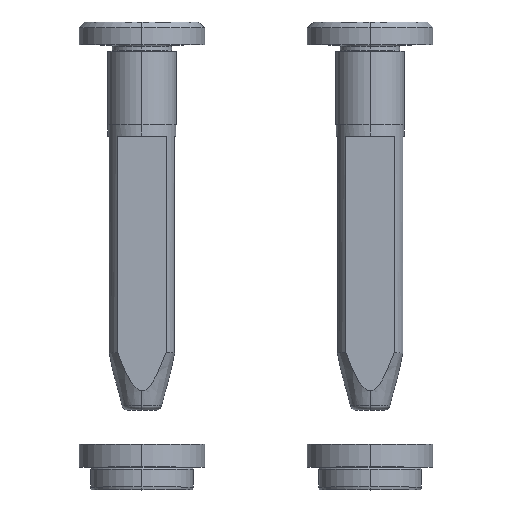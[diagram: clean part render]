
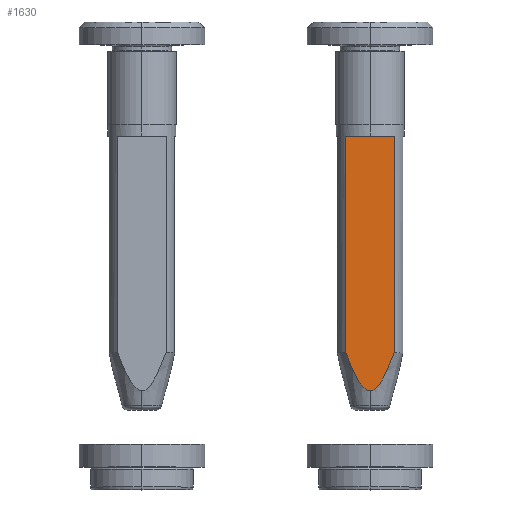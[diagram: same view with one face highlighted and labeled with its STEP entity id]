
A CAD part, top view. The second image highlights one B-rep face of the part: STEP entity #1630.
In plain terms, the highlighted planar face has unit normal (0, 0, 1).
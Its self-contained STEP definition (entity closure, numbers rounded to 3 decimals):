
#4 = DIRECTION ( 'NONE',  ( 0., -1., 0. ) ) ;
#34 = ORIENTED_EDGE ( 'NONE', *, *, #1665, .F. ) ;
#48 = CARTESIAN_POINT ( 'NONE',  ( -1.527, -29.608, 4.178 ) ) ;
#53 = CARTESIAN_POINT ( 'NONE',  ( 3.998, -24.632, 4.178 ) ) ;
#135 = VERTEX_POINT ( 'NONE', #1314 ) ;
#153 = CARTESIAN_POINT ( 'NONE',  ( -0.663, -30.429, 4.178 ) ) ;
#166 = AXIS2_PLACEMENT_3D ( 'NONE', #1313, #1700, #233 ) ;
#167 = CARTESIAN_POINT ( 'NONE',  ( 0., -30.613, 4.178 ) ) ;
#176 = CARTESIAN_POINT ( 'NONE',  ( -3.999, -24.632, 4.178 ) ) ;
#187 = CARTESIAN_POINT ( 'NONE',  ( 4.236, -24., 4.178 ) ) ;
#210 = CARTESIAN_POINT ( 'NONE',  ( 3.23, -26.511, 4.178 ) ) ;
#233 = DIRECTION ( 'NONE',  ( 1., 0., 0. ) ) ;
#269 = VECTOR ( 'NONE', #1547, 1000. ) ;
#270 = EDGE_CURVE ( 'NONE', #1681, #1583, #943, .T. ) ;
#282 = CARTESIAN_POINT ( 'NONE',  ( -0.346, -30.571, 4.178 ) ) ;
#293 = CARTESIAN_POINT ( 'NONE',  ( -2.345, -28.334, 4.178 ) ) ;
#298 = ORIENTED_EDGE ( 'NONE', *, *, #1582, .F. ) ;
#300 = CARTESIAN_POINT ( 'NONE',  ( -2.503, -28.036, 4.178 ) ) ;
#338 = CARTESIAN_POINT ( 'NONE',  ( 1.064, -30.123, 4.178 ) ) ;
#354 = CARTESIAN_POINT ( 'NONE',  ( 0.799, -30.338, 4.178 ) ) ;
#369 = CARTESIAN_POINT ( 'NONE',  ( -4.236, 14., 4.178 ) ) ;
#442 = CARTESIAN_POINT ( 'NONE',  ( -2.007, -28.916, 4.178 ) ) ;
#479 = ORIENTED_EDGE ( 'NONE', *, *, #1058, .F. ) ;
#484 = CARTESIAN_POINT ( 'NONE',  ( 1.521, -29.616, 4.178 ) ) ;
#525 = EDGE_CURVE ( 'NONE', #617, #135, #1432, .T. ) ;
#540 = ORIENTED_EDGE ( 'NONE', *, *, #525, .F. ) ;
#565 = VERTEX_POINT ( 'NONE', #983 ) ;
#572 = CARTESIAN_POINT ( 'NONE',  ( 7.236, 14., 4.178 ) ) ;
#582 = CARTESIAN_POINT ( 'NONE',  ( 2.955, -27.132, 4.178 ) ) ;
#609 = VECTOR ( 'NONE', #4, 1000. ) ;
#617 = VERTEX_POINT ( 'NONE', #167 ) ;
#672 = DIRECTION ( 'NONE',  ( -1., 0., 0. ) ) ;
#694 = CARTESIAN_POINT ( 'NONE',  ( 0., -30.613, 4.178 ) ) ;
#703 = CARTESIAN_POINT ( 'NONE',  ( -4.236, -24., 4.178 ) ) ;
#738 = VECTOR ( 'NONE', #672, 1000. ) ;
#741 = CARTESIAN_POINT ( 'NONE',  ( 1.824, -29.206, 4.178 ) ) ;
#775 = FACE_OUTER_BOUND ( 'NONE', #1539, .T. ) ;
#816 = CARTESIAN_POINT ( 'NONE',  ( -1.421, -29.741, 4.178 ) ) ;
#837 = CARTESIAN_POINT ( 'NONE',  ( -3.752, -25.261, 4.178 ) ) ;
#868 = CARTESIAN_POINT ( 'NONE',  ( 0.342, -30.572, 4.178 ) ) ;
#943 = LINE ( 'NONE', #572, #738 ) ;
#948 = CARTESIAN_POINT ( 'NONE',  ( -2.956, -27.129, 4.178 ) ) ;
#956 = CARTESIAN_POINT ( 'NONE',  ( -3.231, -26.509, 4.178 ) ) ;
#983 = CARTESIAN_POINT ( 'NONE',  ( 4.236, -24., 4.178 ) ) ;
#1009 = CARTESIAN_POINT ( 'NONE',  ( 1.413, -29.751, 4.178 ) ) ;
#1024 = CARTESIAN_POINT ( 'NONE',  ( 4.236, 14., 4.178 ) ) ;
#1032 = CARTESIAN_POINT ( 'NONE',  ( 4.236, 61.424, 4.178 ) ) ;
#1058 = EDGE_CURVE ( 'NONE', #565, #617, #1635, .T. ) ;
#1082 = CARTESIAN_POINT ( 'NONE',  ( -0.805, -30.334, 4.178 ) ) ;
#1116 = CARTESIAN_POINT ( 'NONE',  ( 1.185, -30.004, 4.178 ) ) ;
#1124 = CARTESIAN_POINT ( 'NONE',  ( 0.654, -30.434, 4.178 ) ) ;
#1132 = CARTESIAN_POINT ( 'NONE',  ( 0., -30.613, 4.178 ) ) ;
#1155 = CARTESIAN_POINT ( 'NONE',  ( -4.236, 61.424, 4.178 ) ) ;
#1170 = LINE ( 'NONE', #1032, #609 ) ;
#1220 = CARTESIAN_POINT ( 'NONE',  ( -1.828, -29.201, 4.178 ) ) ;
#1246 = CARTESIAN_POINT ( 'NONE',  ( 2.005, -28.92, 4.178 ) ) ;
#1267 = CARTESIAN_POINT ( 'NONE',  ( 2.344, -28.337, 4.178 ) ) ;
#1313 = CARTESIAN_POINT ( 'NONE',  ( 7.236, 68.551, 4.178 ) ) ;
#1314 = CARTESIAN_POINT ( 'NONE',  ( -4.236, -24., 4.178 ) ) ;
#1364 = CARTESIAN_POINT ( 'NONE',  ( -0.174, -30.613, 4.178 ) ) ;
#1386 = CARTESIAN_POINT ( 'NONE',  ( 2.502, -28.038, 4.178 ) ) ;
#1432 = B_SPLINE_CURVE_WITH_KNOTS ( 'NONE', 3,
 ( #694, #1364, #282, #153, #1082, #1610, #1627, #816, #48, #1220, #442, #293, #300, #948, #956, #837, #176, #703 ),
 .UNSPECIFIED., .F., .F.,
 ( 4, 2, 2, 2, 2, 2, 2, 2, 4 ),
 ( 0.019, 0.02, 0.02, 0.021, 0.021, 0.022, 0.023, 0.025, 0.027 ),
 .UNSPECIFIED. ) ;
#1539 = EDGE_LOOP ( 'NONE', ( #479, #298, #1573, #34, #540 ) ) ;
#1547 = DIRECTION ( 'NONE',  ( 0., 1., 0. ) ) ;
#1560 = PLANE ( 'NONE',  #166 ) ;
#1573 = ORIENTED_EDGE ( 'NONE', *, *, #270, .T. ) ;
#1582 = EDGE_CURVE ( 'NONE', #1681, #565, #1170, .T. ) ;
#1583 = VERTEX_POINT ( 'NONE', #369 ) ;
#1610 = CARTESIAN_POINT ( 'NONE',  ( -1.069, -30.118, 4.178 ) ) ;
#1627 = CARTESIAN_POINT ( 'NONE',  ( -1.193, -29.996, 4.178 ) ) ;
#1630 = ADVANCED_FACE ( 'NONE', ( #775 ), #1560, .T. ) ;
#1635 = B_SPLINE_CURVE_WITH_KNOTS ( 'NONE', 3,
 ( #187, #53, #1669, #210, #582, #1386, #1267, #1246, #741, #484, #1009, #1116, #338, #354, #1124, #868, #1644, #1132 ),
 .UNSPECIFIED., .F., .F.,
 ( 4, 2, 2, 2, 2, 2, 2, 2, 4 ),
 ( 0.011, 0.013, 0.015, 0.016, 0.017, 0.018, 0.018, 0.019, 0.019 ),
 .UNSPECIFIED. ) ;
#1644 = CARTESIAN_POINT ( 'NONE',  ( 0.172, -30.613, 4.178 ) ) ;
#1665 = EDGE_CURVE ( 'NONE', #135, #1583, #1678, .T. ) ;
#1669 = CARTESIAN_POINT ( 'NONE',  ( 3.752, -25.262, 4.178 ) ) ;
#1678 = LINE ( 'NONE', #1155, #269 ) ;
#1681 = VERTEX_POINT ( 'NONE', #1024 ) ;
#1700 = DIRECTION ( 'NONE',  ( 0., 0., 1. ) ) ;
